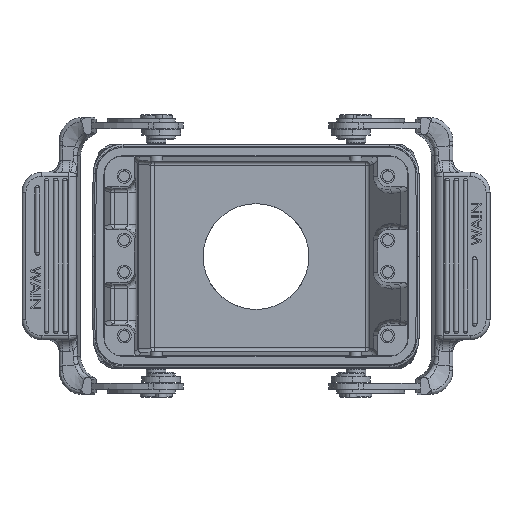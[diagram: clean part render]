
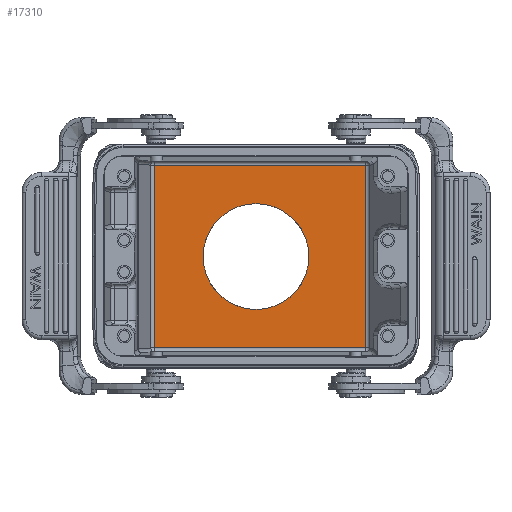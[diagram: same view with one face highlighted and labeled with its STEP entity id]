
A CAD part, top view. The second image highlights one B-rep face of the part: STEP entity #17310.
In plain terms, the highlighted planar face has unit normal (0, 0, 1).
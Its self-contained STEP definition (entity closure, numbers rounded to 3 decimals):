
#8620=FACE_BOUND('',#20961,.T.);
#8621=FACE_BOUND('',#20962,.T.);
#9480=PLANE('',#42027);
#10213=CIRCLE('',#39651,13.25);
#10214=CIRCLE('',#39653,13.25);
#13198=LINE('',#70923,#15501);
#13199=LINE('',#70927,#15502);
#13254=LINE('',#71152,#15557);
#13255=LINE('',#71154,#15558);
#15501=VECTOR('',#48955,1.);
#15502=VECTOR('',#48962,1.);
#15557=VECTOR('',#49129,1.);
#15558=VECTOR('',#49132,1.);
#17310=ADVANCED_FACE('',(#8620,#8621),#9480,.T.);
#20961=EDGE_LOOP('',(#30092,#30093));
#20962=EDGE_LOOP('',(#30094,#30095,#30096,#30097));
#30092=ORIENTED_EDGE('',*,*,#33402,.F.);
#30093=ORIENTED_EDGE('',*,*,#33400,.F.);
#30094=ORIENTED_EDGE('',*,*,#37954,.F.);
#30095=ORIENTED_EDGE('',*,*,#37865,.F.);
#30096=ORIENTED_EDGE('',*,*,#37867,.T.);
#30097=ORIENTED_EDGE('',*,*,#37953,.T.);
#30337=VERTEX_POINT('',#49410);
#30339=VERTEX_POINT('',#49433);
#33133=VERTEX_POINT('',#69131);
#33178=VERTEX_POINT('',#69666);
#33297=VERTEX_POINT('',#70922);
#33341=VERTEX_POINT('',#71149);
#33400=EDGE_CURVE('',#30339,#30337,#10213,.T.);
#33402=EDGE_CURVE('',#30337,#30339,#10214,.T.);
#37865=EDGE_CURVE('',#33297,#33133,#13198,.T.);
#37867=EDGE_CURVE('',#33297,#33178,#13199,.T.);
#37953=EDGE_CURVE('',#33178,#33341,#13254,.T.);
#37954=EDGE_CURVE('',#33133,#33341,#13255,.T.);
#39651=AXIS2_PLACEMENT_3D('',#49434,#42121,#42122);
#39653=AXIS2_PLACEMENT_3D('',#49450,#42125,#42126);
#42027=AXIS2_PLACEMENT_3D('',#71155,#49133,#49134);
#42121=DIRECTION('',(0.,0.,1.));
#42122=DIRECTION('',(1.,0.,0.));
#42125=DIRECTION('',(0.,0.,1.));
#42126=DIRECTION('',(1.,0.,0.));
#48955=DIRECTION('',(0.,1.,0.));
#48962=DIRECTION('',(1.,0.,0.));
#49129=DIRECTION('',(0.,1.,0.));
#49132=DIRECTION('',(1.,0.,0.));
#49133=DIRECTION('',(0.,0.,1.));
#49134=DIRECTION('',(1.,0.,0.));
#49410=CARTESIAN_POINT('',(-13.25,0.,-74.86));
#49433=CARTESIAN_POINT('',(13.25,0.,-74.86));
#49434=CARTESIAN_POINT('',(0.,0.,-74.86));
#49450=CARTESIAN_POINT('',(0.,0.,-74.86));
#69131=CARTESIAN_POINT('',(-25.424,22.891,-74.86));
#69666=CARTESIAN_POINT('',(27.482,-22.891,-74.86));
#70922=CARTESIAN_POINT('',(-25.424,-22.891,-74.86));
#70923=CARTESIAN_POINT('',(-25.424,-22.891,-74.86));
#70927=CARTESIAN_POINT('',(-25.424,-22.891,-74.86));
#71149=CARTESIAN_POINT('',(27.482,22.891,-74.86));
#71152=CARTESIAN_POINT('',(27.482,-22.891,-74.86));
#71154=CARTESIAN_POINT('',(-25.424,22.891,-74.86));
#71155=CARTESIAN_POINT('',(-30.759,-28.,-74.86));
